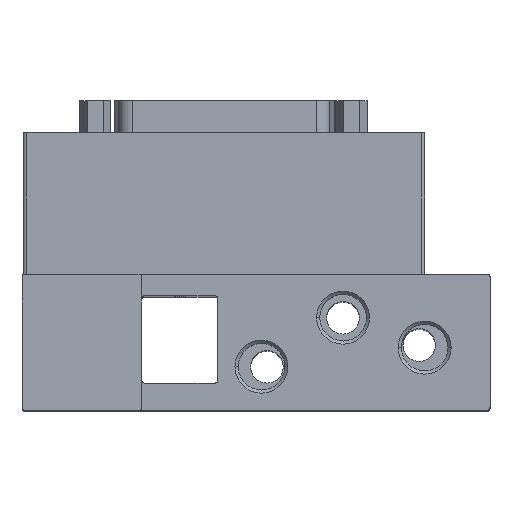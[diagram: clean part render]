
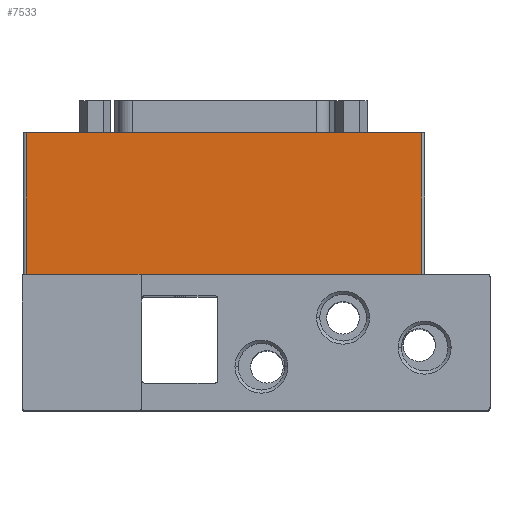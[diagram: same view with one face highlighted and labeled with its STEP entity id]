
A CAD part, top view. The second image highlights one B-rep face of the part: STEP entity #7533.
In plain terms, the highlighted planar face has unit normal (0, 0, 1).
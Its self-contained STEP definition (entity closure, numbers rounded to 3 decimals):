
#198 = CARTESIAN_POINT ( 'NONE',  ( 0.75, 51., -9. ) ) ;
#1194 = EDGE_CURVE ( 'NONE', #2863, #5724, #5155, .T. ) ;
#1208 = CARTESIAN_POINT ( 'NONE',  ( 0.75, 51., -9. ) ) ;
#1737 = EDGE_CURVE ( 'NONE', #4040, #2863, #2384, .T. ) ;
#1752 = ORIENTED_EDGE ( 'NONE', *, *, #1194, .F. ) ;
#2203 = VECTOR ( 'NONE', #4462, 1000. ) ;
#2384 = LINE ( 'NONE', #5938, #6854 ) ;
#2863 = VERTEX_POINT ( 'NONE', #5811 ) ;
#3189 = CARTESIAN_POINT ( 'NONE',  ( 0.75, 51., -9. ) ) ;
#3215 = CARTESIAN_POINT ( 'NONE',  ( 73.5, 51., -9. ) ) ;
#3815 = LINE ( 'NONE', #198, #2203 ) ;
#3830 = PLANE ( 'NONE',  #4473 ) ;
#4040 = VERTEX_POINT ( 'NONE', #3215 ) ;
#4101 = DIRECTION ( 'NONE',  ( 0., -1., 0. ) ) ;
#4162 = CARTESIAN_POINT ( 'NONE',  ( 0.75, 51., -9. ) ) ;
#4387 = VECTOR ( 'NONE', #6893, 1000. ) ;
#4462 = DIRECTION ( 'NONE',  ( 0., 1., 0. ) ) ;
#4473 = AXIS2_PLACEMENT_3D ( 'NONE', #3189, #7589, #7629 ) ;
#4744 = ORIENTED_EDGE ( 'NONE', *, *, #6821, .F. ) ;
#5077 = CARTESIAN_POINT ( 'NONE',  ( 85.5, 25., -9. ) ) ;
#5129 = FACE_OUTER_BOUND ( 'NONE', #6710, .T. ) ;
#5155 = LINE ( 'NONE', #5077, #4387 ) ;
#5369 = EDGE_CURVE ( 'NONE', #5724, #6474, #3815, .T. ) ;
#5724 = VERTEX_POINT ( 'NONE', #7561 ) ;
#5811 = CARTESIAN_POINT ( 'NONE',  ( 73.5, 25., -9. ) ) ;
#5938 = CARTESIAN_POINT ( 'NONE',  ( 73.5, 51., -9. ) ) ;
#5953 = LINE ( 'NONE', #4162, #7175 ) ;
#6033 = DIRECTION ( 'NONE',  ( 1., 0., 0. ) ) ;
#6384 = ORIENTED_EDGE ( 'NONE', *, *, #1737, .F. ) ;
#6474 = VERTEX_POINT ( 'NONE', #1208 ) ;
#6698 = ORIENTED_EDGE ( 'NONE', *, *, #5369, .F. ) ;
#6710 = EDGE_LOOP ( 'NONE', ( #6384, #4744, #6698, #1752 ) ) ;
#6821 = EDGE_CURVE ( 'NONE', #6474, #4040, #5953, .T. ) ;
#6854 = VECTOR ( 'NONE', #4101, 1000. ) ;
#6893 = DIRECTION ( 'NONE',  ( -1., 0., 0. ) ) ;
#7175 = VECTOR ( 'NONE', #6033, 1000. ) ;
#7533 = ADVANCED_FACE ( 'NONE', ( #5129 ), #3830, .F. ) ;
#7561 = CARTESIAN_POINT ( 'NONE',  ( 0.75, 25., -9. ) ) ;
#7589 = DIRECTION ( 'NONE',  ( 0., 0., -1. ) ) ;
#7629 = DIRECTION ( 'NONE',  ( -1., 0., 0. ) ) ;
